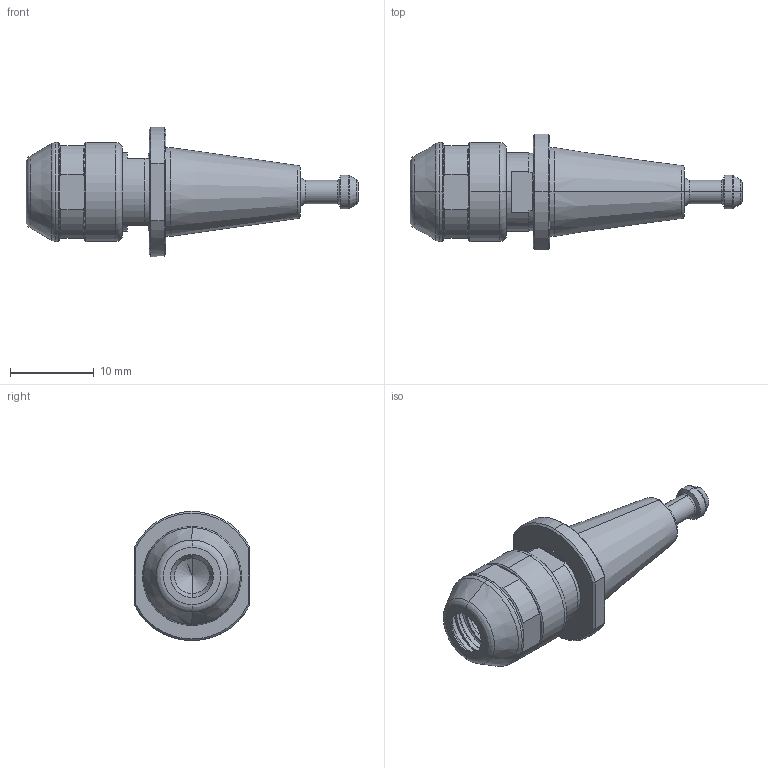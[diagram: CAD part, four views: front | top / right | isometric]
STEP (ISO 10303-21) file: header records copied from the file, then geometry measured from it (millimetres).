
FILE_DESCRIPTION (( 'STEP AP203' ), '1' );
FILE_NAME ('QC3-A_9209.STEP', '2024-03-29T07:51:47', ( '' ), ( '' ), 'SwSTEP 2.0', 'SolidWorks 2021', '' );
FILE_SCHEMA (( 'CONFIG_CONTROL_DESIGN' ));
Length unit declared in the file: millimetre
Products named in the file (1): QC3-A_9209
Bounding box: 39.57 x 13.8 x 15.4 mm (x, y, z)
Volume: 1843.9 mm3; surface area: 2490.3 mm2
Topology: 2 solids, 2 shells, 148 faces, 330 edges, 190 vertices
Faces by surface type: cone 52, cylinder 44, plane 36, torus 16
Entity records: 4191 total; most frequent: CARTESIAN_POINT 783, DIRECTION 772, ORIENTED_EDGE 652, EDGE_CURVE 326, AXIS2_PLACEMENT_3D 325, VERTEX_POINT 190, CIRCLE 176, EDGE_LOOP 158
